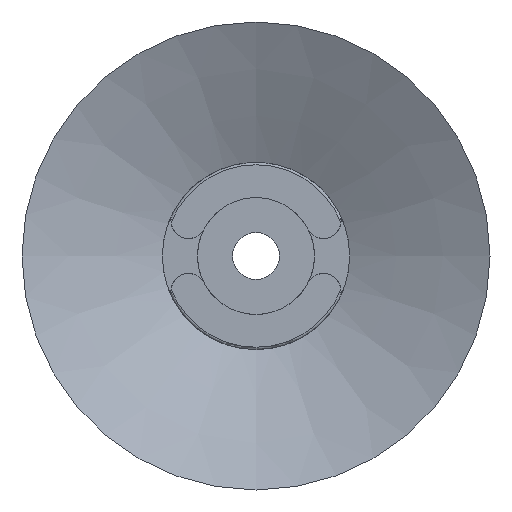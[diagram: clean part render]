
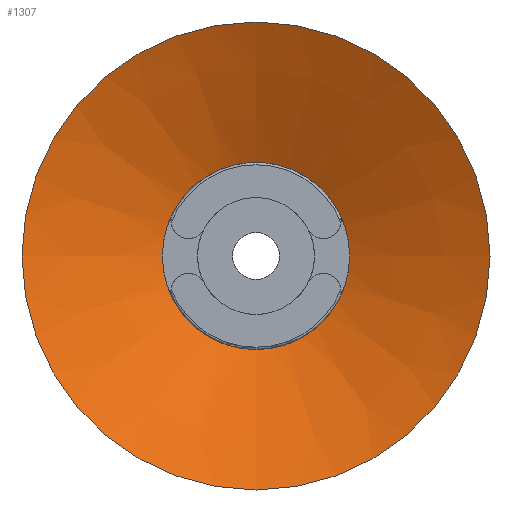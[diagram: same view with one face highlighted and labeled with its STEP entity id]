
A CAD part, front view. The second image highlights one B-rep face of the part: STEP entity #1307.
In plain terms, the highlighted conical face has half-angle 65 degrees and reference radius 20 mm.
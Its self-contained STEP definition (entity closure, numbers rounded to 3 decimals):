
#31=CONICAL_SURFACE('',#1421,20.,1.134);
#334=ORIENTED_EDGE('',*,*,#406,.F.);
#335=ORIENTED_EDGE('',*,*,#499,.T.);
#406=EDGE_CURVE('',#528,#528,#610,.T.);
#499=EDGE_CURVE('',#593,#593,#655,.T.);
#528=VERTEX_POINT('',#1754);
#593=VERTEX_POINT('',#2022);
#610=CIRCLE('',#1335,8.);
#655=CIRCLE('',#1420,20.);
#723=EDGE_LOOP('',(#334));
#724=EDGE_LOOP('',(#335));
#805=FACE_BOUND('',#723,.T.);
#806=FACE_BOUND('',#724,.T.);
#1307=ADVANCED_FACE('',(#805,#806),#31,.F.);
#1335=AXIS2_PLACEMENT_3D('',#1753,#1469,#1470);
#1420=AXIS2_PLACEMENT_3D('',#2021,#1665,#1666);
#1421=AXIS2_PLACEMENT_3D('',#2023,#1667,#1668);
#1469=DIRECTION('',(0.,-1.,0.));
#1470=DIRECTION('',(0.,0.,-1.));
#1665=DIRECTION('',(0.,-1.,0.));
#1666=DIRECTION('',(0.,0.,-1.));
#1667=DIRECTION('',(0.,-1.,0.));
#1668=DIRECTION('',(0.,0.,-1.));
#1753=CARTESIAN_POINT('',(0.,5.596,0.));
#1754=CARTESIAN_POINT('',(0.,5.596,-8.));
#2021=CARTESIAN_POINT('',(0.,0.,0.));
#2022=CARTESIAN_POINT('',(0.,0.,-20.));
#2023=CARTESIAN_POINT('',(0.,0.,0.));
